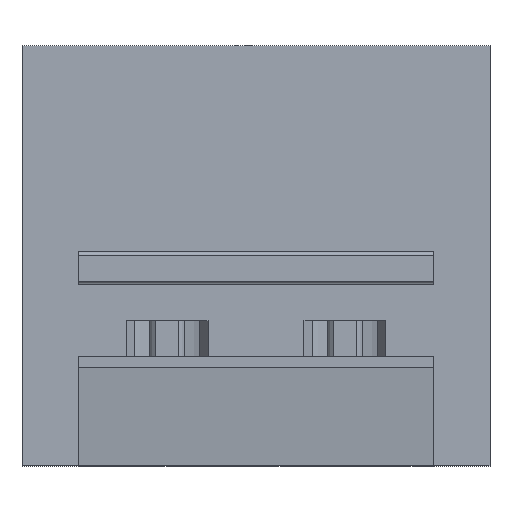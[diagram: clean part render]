
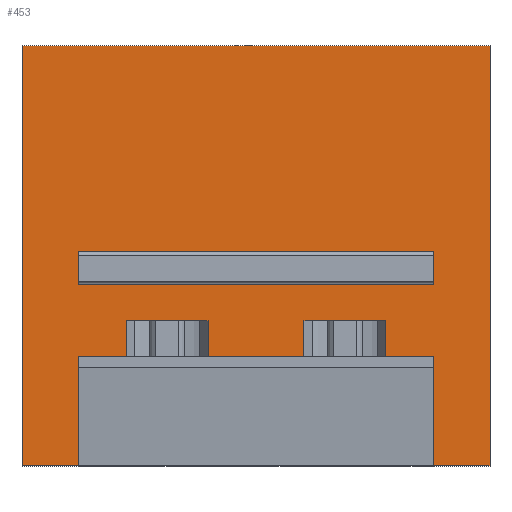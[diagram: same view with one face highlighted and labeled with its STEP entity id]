
A CAD part, top view. The second image highlights one B-rep face of the part: STEP entity #453.
In plain terms, the highlighted planar face has unit normal (0, 0, 1).
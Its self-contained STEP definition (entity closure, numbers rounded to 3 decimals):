
#332=AXIS2_PLACEMENT_3D('Plane Axis2P3D',#329,#330,#331) ;
#111=CARTESIAN_POINT('Vertex',(11.76,3.12,10.88)) ;
#114=CARTESIAN_POINT('Line Origine',(11.075,3.12,10.88)) ;
#118=CARTESIAN_POINT('Vertex',(10.39,3.12,10.88)) ;
#125=CARTESIAN_POINT('Vertex',(8.05,3.12,10.88)) ;
#128=CARTESIAN_POINT('Line Origine',(6.68,3.12,10.88)) ;
#132=CARTESIAN_POINT('Vertex',(5.31,3.12,10.88)) ;
#139=CARTESIAN_POINT('Vertex',(2.97,3.12,10.88)) ;
#142=CARTESIAN_POINT('Line Origine',(2.285,3.12,10.88)) ;
#146=CARTESIAN_POINT('Vertex',(1.6,3.12,10.88)) ;
#174=CARTESIAN_POINT('Vertex',(11.76,5.17,10.88)) ;
#190=CARTESIAN_POINT('Vertex',(1.6,5.17,10.88)) ;
#193=CARTESIAN_POINT('Line Origine',(4.14,5.17,10.88)) ;
#307=CARTESIAN_POINT('Vertex',(11.76,6.12,10.88)) ;
#310=CARTESIAN_POINT('Line Origine',(4.14,6.12,10.88)) ;
#314=CARTESIAN_POINT('Vertex',(1.6,6.12,10.88)) ;
#329=CARTESIAN_POINT('Axis2P3D Location',(1.6,3.12,10.88)) ;
#334=CARTESIAN_POINT('Line Origine',(9.22,4.15,10.88)) ;
#338=CARTESIAN_POINT('Vertex',(10.39,4.15,10.88)) ;
#340=CARTESIAN_POINT('Vertex',(8.05,4.15,10.88)) ;
#343=CARTESIAN_POINT('Line Origine',(10.39,3.635,10.88)) ;
#348=CARTESIAN_POINT('Line Origine',(11.76,1.56,10.88)) ;
#352=CARTESIAN_POINT('Vertex',(11.76,0.,10.88)) ;
#355=CARTESIAN_POINT('Line Origine',(12.56,0.,10.88)) ;
#359=CARTESIAN_POINT('Vertex',(13.36,0.,10.88)) ;
#362=CARTESIAN_POINT('Line Origine',(13.36,6.,10.88)) ;
#366=CARTESIAN_POINT('Vertex',(13.36,12.,10.88)) ;
#369=CARTESIAN_POINT('Line Origine',(6.68,12.,10.88)) ;
#373=CARTESIAN_POINT('Vertex',(0.,12.,10.88)) ;
#376=CARTESIAN_POINT('Line Origine',(0.,6.,10.88)) ;
#380=CARTESIAN_POINT('Vertex',(0.,0.,10.88)) ;
#383=CARTESIAN_POINT('Line Origine',(0.8,0.,10.88)) ;
#387=CARTESIAN_POINT('Vertex',(1.6,0.,10.88)) ;
#390=CARTESIAN_POINT('Line Origine',(1.6,1.56,10.88)) ;
#395=CARTESIAN_POINT('Line Origine',(2.97,3.635,10.88)) ;
#399=CARTESIAN_POINT('Vertex',(2.97,4.15,10.88)) ;
#402=CARTESIAN_POINT('Line Origine',(4.14,4.15,10.88)) ;
#406=CARTESIAN_POINT('Vertex',(5.31,4.15,10.88)) ;
#409=CARTESIAN_POINT('Line Origine',(5.31,3.635,10.88)) ;
#414=CARTESIAN_POINT('Line Origine',(8.05,3.635,10.88)) ;
#437=CARTESIAN_POINT('Line Origine',(11.76,5.645,10.88)) ;
#442=CARTESIAN_POINT('Line Origine',(1.6,5.645,10.88)) ;
#115=DIRECTION('Vector Direction',(1.,0.,0.)) ;
#129=DIRECTION('Vector Direction',(1.,0.,0.)) ;
#143=DIRECTION('Vector Direction',(1.,0.,0.)) ;
#194=DIRECTION('Vector Direction',(-1.,0.,0.)) ;
#311=DIRECTION('Vector Direction',(-1.,0.,0.)) ;
#330=DIRECTION('Axis2P3D Direction',(0.,0.,-1.)) ;
#331=DIRECTION('Axis2P3D XDirection',(0.,1.,0.)) ;
#335=DIRECTION('Vector Direction',(1.,0.,0.)) ;
#344=DIRECTION('Vector Direction',(0.,1.,0.)) ;
#349=DIRECTION('Vector Direction',(0.,1.,0.)) ;
#356=DIRECTION('Vector Direction',(1.,0.,0.)) ;
#363=DIRECTION('Vector Direction',(0.,1.,0.)) ;
#370=DIRECTION('Vector Direction',(1.,0.,0.)) ;
#377=DIRECTION('Vector Direction',(0.,1.,0.)) ;
#384=DIRECTION('Vector Direction',(1.,0.,0.)) ;
#391=DIRECTION('Vector Direction',(0.,1.,0.)) ;
#396=DIRECTION('Vector Direction',(0.,1.,0.)) ;
#403=DIRECTION('Vector Direction',(1.,0.,0.)) ;
#410=DIRECTION('Vector Direction',(0.,1.,0.)) ;
#415=DIRECTION('Vector Direction',(0.,1.,0.)) ;
#438=DIRECTION('Vector Direction',(0.,1.,0.)) ;
#443=DIRECTION('Vector Direction',(0.,1.,0.)) ;
#116=VECTOR('Line Direction',#115,1.) ;
#130=VECTOR('Line Direction',#129,1.) ;
#144=VECTOR('Line Direction',#143,1.) ;
#195=VECTOR('Line Direction',#194,1.) ;
#312=VECTOR('Line Direction',#311,1.) ;
#336=VECTOR('Line Direction',#335,1.) ;
#345=VECTOR('Line Direction',#344,1.) ;
#350=VECTOR('Line Direction',#349,1.) ;
#357=VECTOR('Line Direction',#356,1.) ;
#364=VECTOR('Line Direction',#363,1.) ;
#371=VECTOR('Line Direction',#370,1.) ;
#378=VECTOR('Line Direction',#377,1.) ;
#385=VECTOR('Line Direction',#384,1.) ;
#392=VECTOR('Line Direction',#391,1.) ;
#397=VECTOR('Line Direction',#396,1.) ;
#404=VECTOR('Line Direction',#403,1.) ;
#411=VECTOR('Line Direction',#410,1.) ;
#416=VECTOR('Line Direction',#415,1.) ;
#439=VECTOR('Line Direction',#438,1.) ;
#444=VECTOR('Line Direction',#443,1.) ;
#420=ORIENTED_EDGE('',*,*,#342,.F.) ;
#421=ORIENTED_EDGE('',*,*,#347,.F.) ;
#422=ORIENTED_EDGE('',*,*,#120,.T.) ;
#423=ORIENTED_EDGE('',*,*,#354,.F.) ;
#424=ORIENTED_EDGE('',*,*,#361,.F.) ;
#425=ORIENTED_EDGE('',*,*,#368,.T.) ;
#426=ORIENTED_EDGE('',*,*,#375,.T.) ;
#427=ORIENTED_EDGE('',*,*,#382,.F.) ;
#428=ORIENTED_EDGE('',*,*,#389,.T.) ;
#429=ORIENTED_EDGE('',*,*,#394,.T.) ;
#430=ORIENTED_EDGE('',*,*,#148,.T.) ;
#431=ORIENTED_EDGE('',*,*,#401,.T.) ;
#432=ORIENTED_EDGE('',*,*,#408,.F.) ;
#433=ORIENTED_EDGE('',*,*,#413,.F.) ;
#434=ORIENTED_EDGE('',*,*,#134,.T.) ;
#435=ORIENTED_EDGE('',*,*,#418,.T.) ;
#448=ORIENTED_EDGE('',*,*,#441,.F.) ;
#449=ORIENTED_EDGE('',*,*,#197,.F.) ;
#450=ORIENTED_EDGE('',*,*,#446,.T.) ;
#451=ORIENTED_EDGE('',*,*,#316,.T.) ;
#452=FACE_BOUND('',#447,.T.) ;
#453=ADVANCED_FACE('Housing',(#436,#452),#333,.F.) ;
#120=EDGE_CURVE('',#119,#112,#117,.T.) ;
#134=EDGE_CURVE('',#133,#126,#131,.T.) ;
#148=EDGE_CURVE('',#147,#140,#145,.T.) ;
#197=EDGE_CURVE('',#191,#175,#196,.F.) ;
#316=EDGE_CURVE('',#315,#308,#313,.F.) ;
#342=EDGE_CURVE('',#339,#341,#337,.F.) ;
#347=EDGE_CURVE('',#119,#339,#346,.T.) ;
#354=EDGE_CURVE('',#353,#112,#351,.T.) ;
#361=EDGE_CURVE('',#360,#353,#358,.F.) ;
#368=EDGE_CURVE('',#360,#367,#365,.T.) ;
#375=EDGE_CURVE('',#367,#374,#372,.F.) ;
#382=EDGE_CURVE('',#381,#374,#379,.T.) ;
#389=EDGE_CURVE('',#381,#388,#386,.T.) ;
#394=EDGE_CURVE('',#388,#147,#393,.T.) ;
#401=EDGE_CURVE('',#140,#400,#398,.T.) ;
#408=EDGE_CURVE('',#407,#400,#405,.F.) ;
#413=EDGE_CURVE('',#133,#407,#412,.T.) ;
#418=EDGE_CURVE('',#126,#341,#417,.T.) ;
#441=EDGE_CURVE('',#175,#308,#440,.T.) ;
#446=EDGE_CURVE('',#191,#315,#445,.T.) ;
#419=EDGE_LOOP('',(#420,#421,#422,#423,#424,#425,#426,#427,#428,#429,#430,#431,#432,#433,#434,#435)) ;
#447=EDGE_LOOP('',(#448,#449,#450,#451)) ;
#436=FACE_OUTER_BOUND('',#419,.T.) ;
#117=LINE('Line',#114,#116) ;
#131=LINE('Line',#128,#130) ;
#145=LINE('Line',#142,#144) ;
#196=LINE('Line',#193,#195) ;
#313=LINE('Line',#310,#312) ;
#337=LINE('Line',#334,#336) ;
#346=LINE('Line',#343,#345) ;
#351=LINE('Line',#348,#350) ;
#358=LINE('Line',#355,#357) ;
#365=LINE('Line',#362,#364) ;
#372=LINE('Line',#369,#371) ;
#379=LINE('Line',#376,#378) ;
#386=LINE('Line',#383,#385) ;
#393=LINE('Line',#390,#392) ;
#398=LINE('Line',#395,#397) ;
#405=LINE('Line',#402,#404) ;
#412=LINE('Line',#409,#411) ;
#417=LINE('Line',#414,#416) ;
#440=LINE('Line',#437,#439) ;
#445=LINE('Line',#442,#444) ;
#333=PLANE('',#332) ;
#112=VERTEX_POINT('',#111) ;
#119=VERTEX_POINT('',#118) ;
#126=VERTEX_POINT('',#125) ;
#133=VERTEX_POINT('',#132) ;
#140=VERTEX_POINT('',#139) ;
#147=VERTEX_POINT('',#146) ;
#175=VERTEX_POINT('',#174) ;
#191=VERTEX_POINT('',#190) ;
#308=VERTEX_POINT('',#307) ;
#315=VERTEX_POINT('',#314) ;
#339=VERTEX_POINT('',#338) ;
#341=VERTEX_POINT('',#340) ;
#353=VERTEX_POINT('',#352) ;
#360=VERTEX_POINT('',#359) ;
#367=VERTEX_POINT('',#366) ;
#374=VERTEX_POINT('',#373) ;
#381=VERTEX_POINT('',#380) ;
#388=VERTEX_POINT('',#387) ;
#400=VERTEX_POINT('',#399) ;
#407=VERTEX_POINT('',#406) ;
